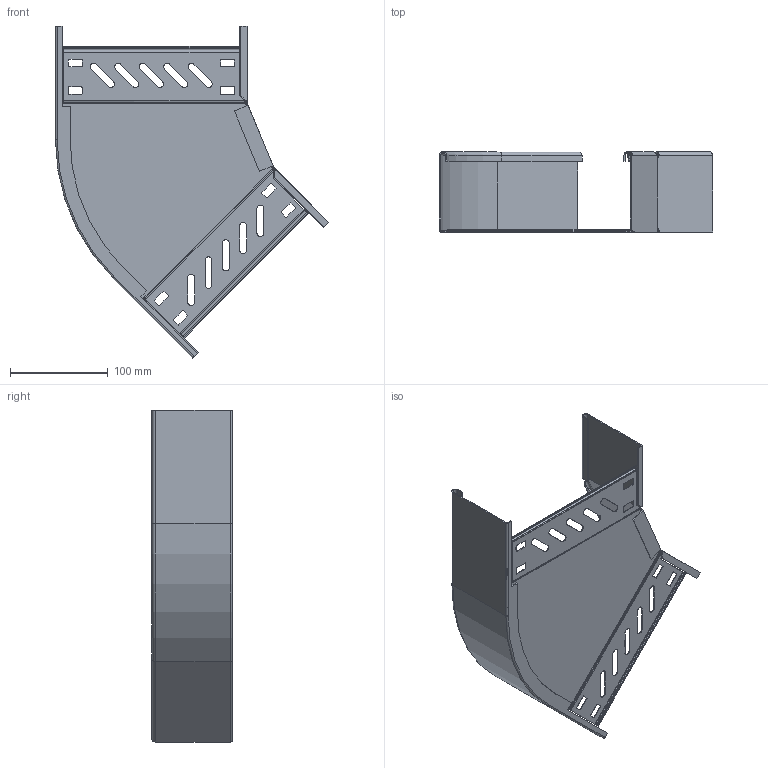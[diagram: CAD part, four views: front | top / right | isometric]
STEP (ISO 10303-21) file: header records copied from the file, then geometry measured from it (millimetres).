
FILE_DESCRIPTION (( 'STEP AP214' ), '1' );
FILE_NAME ('6036202.STEP', '2024-10-18T05:55:33', ( '' ), ( '' ), 'SwSTEP 2.0', 'SolidWorks 2022', '' );
FILE_SCHEMA (( 'AUTOMOTIVE_DESIGN' ));
Length unit declared in the file: millimetre
Products named in the file (4): 6036202; 167655_85x45°; 181491_200; 175033_200
Assembly tree (3 placements, depth 2):
  6036202
    175033_200
    181491_200
    167655_85x45°
Bounding box: 279.06 x 82 x 339.11 mm (x, y, z)
Volume: 115666.1 mm3; surface area: 227841.8 mm2
Topology: 3 solids, 3 shells, 296 faces, 778 edges, 488 vertices
Faces by surface type: plane 174, cylinder 112, bspline 6, torus 4
Entity records: 9553 total; most frequent: CARTESIAN_POINT 1880, ORIENTED_EDGE 1556, DIRECTION 1552, EDGE_CURVE 778, LINE 532, VECTOR 532, AXIS2_PLACEMENT_3D 510, VERTEX_POINT 488
